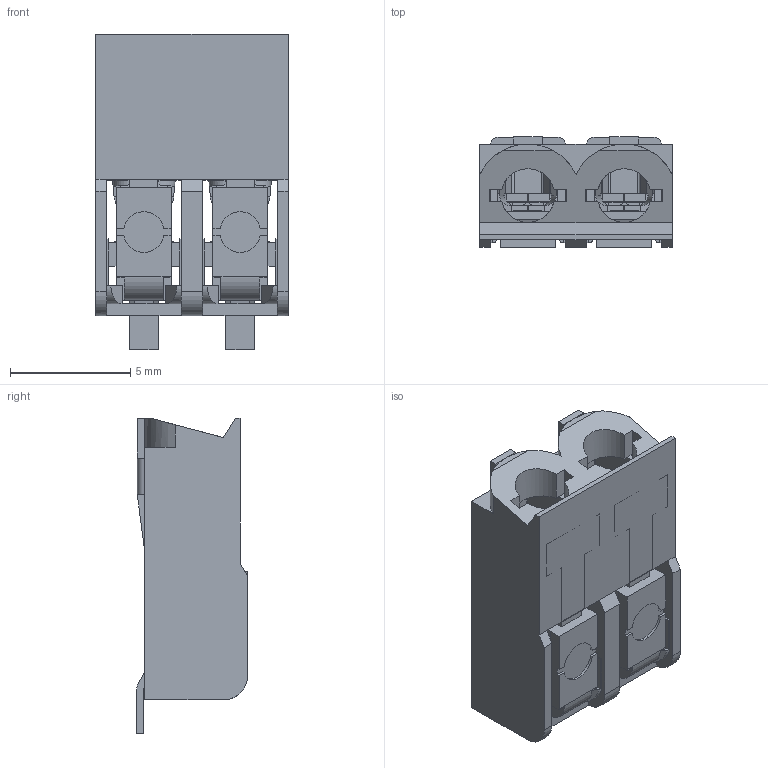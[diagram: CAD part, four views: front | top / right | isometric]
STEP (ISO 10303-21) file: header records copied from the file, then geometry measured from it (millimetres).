
FILE_DESCRIPTION(/* description */ ('Unknown'),/* implementation_level */ '2;1');
FILE_NAME(/* name */ '695402400222',/* time_stamp */ '2016-06-16T09:36:29+02:00',/* author */ ('Unknown'),/* organization */ ('Unknown'),/* preprocessor_version */ 'ST-DEVELOPER v16.7',/* originating_system */ 'DEX',/* authorisation */ $);
FILE_SCHEMA (('AUTOMOTIVE_DESIGN {1 0 10303 214 3 1 1}'));
Length unit declared in the file: millimetre
Products named in the file (4): 6954xx400222; 695402400222; 6954xx400222_pin; 6954xx400222_housing2
Assembly tree (5 placements, depth 2):
  6954xx400222
    695402400222
    6954xx400222_pin  x2
    6954xx400222_housing2  x2
Bounding box: 8 x 4.6 x 13.1 mm (x, y, z)
Volume: 196.7 mm3; surface area: 943.7 mm2
Topology: 5 solids, 5 shells, 600 faces, 1650 edges, 1046 vertices
Faces by surface type: plane 475, cylinder 105, bspline 20
Entity records: 12297 total; most frequent: CARTESIAN_POINT 2346, ORIENTED_EDGE 2132, DIRECTION 1934, EDGE_CURVE 1066, LINE 908, VECTOR 908, VERTEX_POINT 680, AXIS2_PLACEMENT_3D 513
